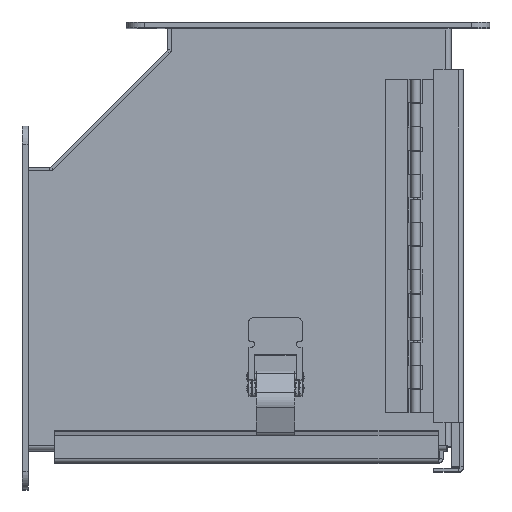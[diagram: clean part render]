
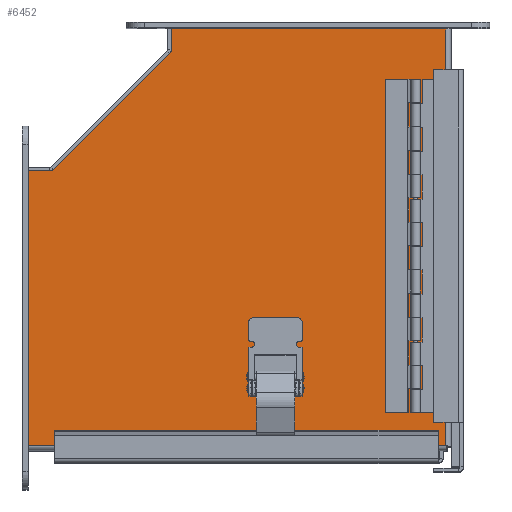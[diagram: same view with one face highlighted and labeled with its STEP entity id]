
A CAD part, top view. The second image highlights one B-rep face of the part: STEP entity #6452.
In plain terms, the highlighted face is planar.
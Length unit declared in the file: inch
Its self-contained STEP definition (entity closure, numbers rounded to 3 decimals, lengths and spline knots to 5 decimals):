
#260=PLANE('',#6839);
#522=FACE_OUTER_BOUND('',#891,.T.);
#891=EDGE_LOOP('',(#4410,#4411,#4412,#4413,#4414,#4415,#4416));
#1553=LINE('',#9325,#2212);
#1569=LINE('',#9402,#2228);
#1585=LINE('',#9464,#2244);
#1590=LINE('',#9475,#2249);
#1591=LINE('',#9477,#2250);
#1592=LINE('',#9479,#2251);
#1593=LINE('',#9480,#2252);
#2212=VECTOR('',#7437,8.76975);
#2228=VECTOR('',#7471,8.76925);
#2244=VECTOR('',#7507,5.76925);
#2249=VECTOR('',#7516,0.5);
#2250=VECTOR('',#7517,3.53553);
#2251=VECTOR('',#7518,0.5);
#2252=VECTOR('',#7519,5.76975);
#2872=VERTEX_POINT('',#9322);
#2873=VERTEX_POINT('',#9324);
#2884=VERTEX_POINT('',#9401);
#2893=VERTEX_POINT('',#9462);
#2897=VERTEX_POINT('',#9474);
#2898=VERTEX_POINT('',#9476);
#2899=VERTEX_POINT('',#9478);
#3450=EDGE_CURVE('',#2873,#2872,#1553,.T.);
#3470=EDGE_CURVE('',#2884,#2873,#1569,.T.);
#3489=EDGE_CURVE('',#2872,#2893,#1585,.T.);
#3494=EDGE_CURVE('',#2893,#2897,#1590,.T.);
#3495=EDGE_CURVE('',#2897,#2898,#1591,.T.);
#3496=EDGE_CURVE('',#2898,#2899,#1592,.T.);
#3497=EDGE_CURVE('',#2899,#2884,#1593,.T.);
#4410=ORIENTED_EDGE('',*,*,#3450,.T.);
#4411=ORIENTED_EDGE('',*,*,#3489,.T.);
#4412=ORIENTED_EDGE('',*,*,#3494,.T.);
#4413=ORIENTED_EDGE('',*,*,#3495,.T.);
#4414=ORIENTED_EDGE('',*,*,#3496,.T.);
#4415=ORIENTED_EDGE('',*,*,#3497,.T.);
#4416=ORIENTED_EDGE('',*,*,#3470,.T.);
#6452=ADVANCED_FACE('',(#522),#260,.F.);
#6839=AXIS2_PLACEMENT_3D('',#9473,#7514,#7515);
#7437=DIRECTION('',(1.,0.,0.));
#7471=DIRECTION('',(0.,1.,0.));
#7507=DIRECTION('',(0.,-1.,0.));
#7514=DIRECTION('center_axis',(0.,0.,1.));
#7515=DIRECTION('ref_axis',(1.,0.,0.));
#7516=DIRECTION('',(-1.,0.,0.));
#7517=DIRECTION('',(-0.707,-0.707,0.));
#7518=DIRECTION('',(0.,-1.,0.));
#7519=DIRECTION('',(-1.,0.,0.));
#9322=CARTESIAN_POINT('',(3.92105,4.40791,0.));
#9324=CARTESIAN_POINT('',(-4.8487,4.40791,0.));
#9325=CARTESIAN_POINT('',(-2.8267,4.40791,0.));
#9401=CARTESIAN_POINT('',(-4.8487,-4.36134,0.));
#9402=CARTESIAN_POINT('',(-4.8487,-1.99859,0.));
#9462=CARTESIAN_POINT('',(3.92105,-1.36134,0.));
#9464=CARTESIAN_POINT('',(3.92105,4.51316,0.));
#9473=CARTESIAN_POINT('Origin',(-0.80471,0.36416,0.));
#9474=CARTESIAN_POINT('',(3.42105,-1.36134,0.));
#9475=CARTESIAN_POINT('',(3.92105,-1.36134,0.));
#9476=CARTESIAN_POINT('',(0.92105,-3.86134,0.));
#9477=CARTESIAN_POINT('',(3.42105,-1.36134,0.));
#9478=CARTESIAN_POINT('',(0.92105,-4.36134,0.));
#9479=CARTESIAN_POINT('',(0.92105,-3.86134,0.));
#9480=CARTESIAN_POINT('',(0.92105,-4.36134,0.));
